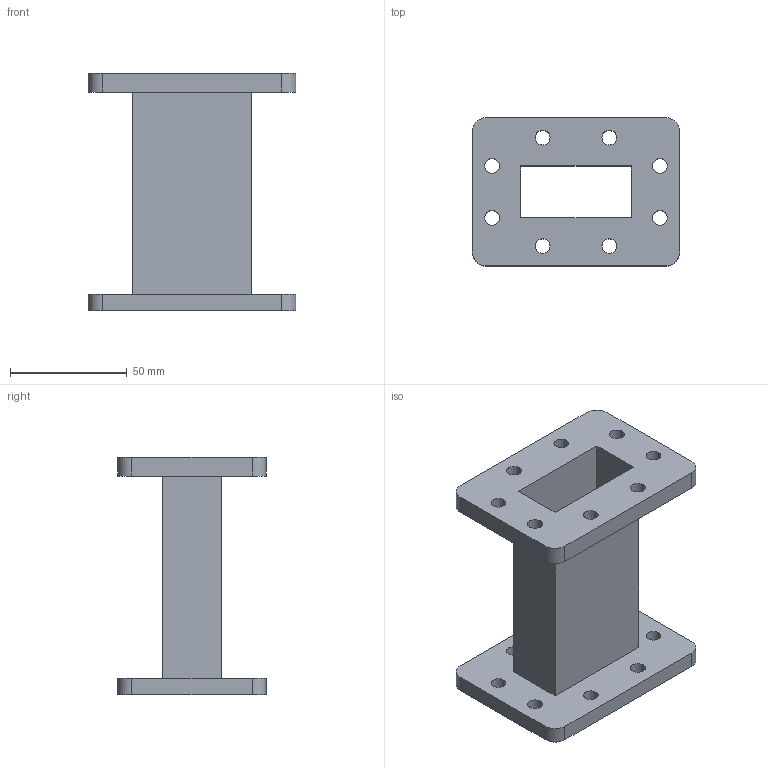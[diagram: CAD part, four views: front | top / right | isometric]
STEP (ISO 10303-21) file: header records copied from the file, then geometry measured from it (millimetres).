
FILE_DESCRIPTION (( 'STEP AP214' ), '1' );
FILE_NAME ('FMW187S001-4_3D.step', '2024-05-16T23:01:47', ( '' ), ( '' ), 'SwSTEP 2.0', 'SolidWorks 2022', '' );
FILE_SCHEMA (( 'AUTOMOTIVE_DESIGN' ));
Length unit declared in the file: inch
Products named in the file (1): FMW187S001-4_3D
Bounding box: 88.9 x 63.5 x 101.6 mm (x, y, z)
Volume: 82051.5 mm3; surface area: 51779.7 mm2
Topology: 1 solids, 1 shells, 87 faces, 240 edges, 160 vertices
Faces by surface type: cylinder 52, plane 35
Entity records: 2926 total; most frequent: DIRECTION 520, CARTESIAN_POINT 488, ORIENTED_EDGE 480, EDGE_CURVE 240, AXIS2_PLACEMENT_3D 192, VERTEX_POINT 160, VECTOR 136, LINE 136
